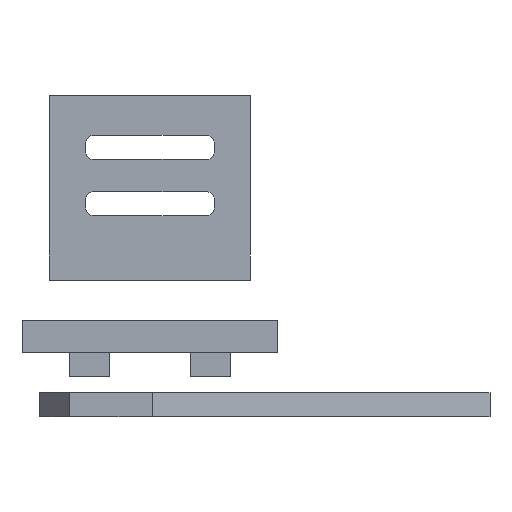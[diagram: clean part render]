
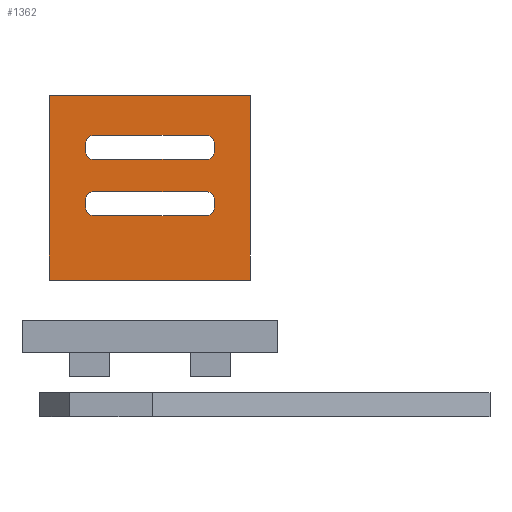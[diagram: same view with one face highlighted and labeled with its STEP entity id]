
A CAD part, front view. The second image highlights one B-rep face of the part: STEP entity #1362.
In plain terms, the highlighted planar face has unit normal (0, -1, 0).
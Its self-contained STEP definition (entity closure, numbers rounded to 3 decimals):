
#37=FACE_BOUND('',#243,.T.);
#38=FACE_BOUND('',#244,.T.);
#73=CIRCLE('',#1449,1.);
#75=CIRCLE('',#1453,1.);
#77=CIRCLE('',#1457,1.);
#79=CIRCLE('',#1461,1.);
#81=CIRCLE('',#1465,1.);
#83=CIRCLE('',#1469,1.);
#85=CIRCLE('',#1473,1.);
#87=CIRCLE('',#1477,1.);
#171=FACE_OUTER_BOUND('',#242,.T.);
#242=EDGE_LOOP('',(#1029,#1030,#1031,#1032));
#243=EDGE_LOOP('',(#1033,#1034,#1035,#1036,#1037,#1038,#1039,#1040));
#244=EDGE_LOOP('',(#1041,#1042,#1043,#1044,#1045,#1046,#1047,#1048));
#324=LINE('',#1967,#463);
#329=LINE('',#1981,#468);
#333=LINE('',#1993,#472);
#337=LINE('',#2005,#476);
#340=LINE('',#2015,#479);
#345=LINE('',#2029,#484);
#349=LINE('',#2041,#488);
#353=LINE('',#2053,#492);
#361=LINE('',#2073,#500);
#366=LINE('',#2091,#505);
#374=LINE('',#2105,#513);
#375=LINE('',#2107,#514);
#463=VECTOR('',#1577,10.);
#468=VECTOR('',#1590,10.);
#472=VECTOR('',#1602,10.);
#476=VECTOR('',#1614,10.);
#479=VECTOR('',#1625,10.);
#484=VECTOR('',#1638,10.);
#488=VECTOR('',#1650,10.);
#492=VECTOR('',#1662,10.);
#500=VECTOR('',#1680,10.);
#505=VECTOR('',#1699,10.);
#513=VECTOR('',#1711,10.);
#514=VECTOR('',#1714,10.);
#602=VERTEX_POINT('',#1965);
#603=VERTEX_POINT('',#1966);
#606=VERTEX_POINT('',#1974);
#608=VERTEX_POINT('',#1980);
#610=VERTEX_POINT('',#1986);
#612=VERTEX_POINT('',#1992);
#614=VERTEX_POINT('',#1998);
#616=VERTEX_POINT('',#2004);
#618=VERTEX_POINT('',#2013);
#619=VERTEX_POINT('',#2014);
#622=VERTEX_POINT('',#2022);
#624=VERTEX_POINT('',#2028);
#626=VERTEX_POINT('',#2034);
#628=VERTEX_POINT('',#2040);
#630=VERTEX_POINT('',#2046);
#632=VERTEX_POINT('',#2052);
#638=VERTEX_POINT('',#2070);
#639=VERTEX_POINT('',#2072);
#644=VERTEX_POINT('',#2088);
#649=VERTEX_POINT('',#2102);
#728=EDGE_CURVE('',#602,#603,#324,.T.);
#732=EDGE_CURVE('',#603,#606,#73,.T.);
#735=EDGE_CURVE('',#606,#608,#329,.T.);
#738=EDGE_CURVE('',#608,#610,#75,.T.);
#741=EDGE_CURVE('',#610,#612,#333,.T.);
#744=EDGE_CURVE('',#612,#614,#77,.T.);
#747=EDGE_CURVE('',#614,#616,#337,.T.);
#750=EDGE_CURVE('',#616,#602,#79,.T.);
#752=EDGE_CURVE('',#618,#619,#340,.T.);
#756=EDGE_CURVE('',#619,#622,#81,.T.);
#759=EDGE_CURVE('',#622,#624,#345,.T.);
#762=EDGE_CURVE('',#624,#626,#83,.T.);
#765=EDGE_CURVE('',#626,#628,#349,.T.);
#768=EDGE_CURVE('',#628,#630,#85,.T.);
#771=EDGE_CURVE('',#630,#632,#353,.T.);
#774=EDGE_CURVE('',#632,#618,#87,.T.);
#781=EDGE_CURVE('',#638,#639,#361,.T.);
#790=EDGE_CURVE('',#644,#638,#366,.T.);
#798=EDGE_CURVE('',#649,#639,#374,.T.);
#799=EDGE_CURVE('',#649,#644,#375,.T.);
#1029=ORIENTED_EDGE('',*,*,#799,.F.);
#1030=ORIENTED_EDGE('',*,*,#798,.T.);
#1031=ORIENTED_EDGE('',*,*,#781,.F.);
#1032=ORIENTED_EDGE('',*,*,#790,.F.);
#1033=ORIENTED_EDGE('',*,*,#728,.T.);
#1034=ORIENTED_EDGE('',*,*,#732,.T.);
#1035=ORIENTED_EDGE('',*,*,#735,.T.);
#1036=ORIENTED_EDGE('',*,*,#738,.T.);
#1037=ORIENTED_EDGE('',*,*,#741,.T.);
#1038=ORIENTED_EDGE('',*,*,#744,.T.);
#1039=ORIENTED_EDGE('',*,*,#747,.T.);
#1040=ORIENTED_EDGE('',*,*,#750,.T.);
#1041=ORIENTED_EDGE('',*,*,#752,.T.);
#1042=ORIENTED_EDGE('',*,*,#756,.T.);
#1043=ORIENTED_EDGE('',*,*,#759,.T.);
#1044=ORIENTED_EDGE('',*,*,#762,.T.);
#1045=ORIENTED_EDGE('',*,*,#765,.T.);
#1046=ORIENTED_EDGE('',*,*,#768,.T.);
#1047=ORIENTED_EDGE('',*,*,#771,.T.);
#1048=ORIENTED_EDGE('',*,*,#774,.T.);
#1308=PLANE('',#1490);
#1362=ADVANCED_FACE('',(#171,#37,#38),#1308,.T.);
#1449=AXIS2_PLACEMENT_3D('',#1975,#1583,#1584);
#1453=AXIS2_PLACEMENT_3D('',#1987,#1595,#1596);
#1457=AXIS2_PLACEMENT_3D('',#1999,#1607,#1608);
#1461=AXIS2_PLACEMENT_3D('',#2010,#1619,#1620);
#1465=AXIS2_PLACEMENT_3D('',#2023,#1631,#1632);
#1469=AXIS2_PLACEMENT_3D('',#2035,#1643,#1644);
#1473=AXIS2_PLACEMENT_3D('',#2047,#1655,#1656);
#1477=AXIS2_PLACEMENT_3D('',#2058,#1667,#1668);
#1490=AXIS2_PLACEMENT_3D('',#2106,#1712,#1713);
#1577=DIRECTION('',(-1.,0.,0.));
#1583=DIRECTION('center_axis',(0.,1.,0.));
#1584=DIRECTION('ref_axis',(0.,0.,-1.));
#1590=DIRECTION('',(0.,0.,1.));
#1595=DIRECTION('center_axis',(0.,1.,0.));
#1596=DIRECTION('ref_axis',(-1.,0.,0.));
#1602=DIRECTION('',(1.,0.,0.));
#1607=DIRECTION('center_axis',(0.,1.,0.));
#1608=DIRECTION('ref_axis',(0.,0.,1.));
#1614=DIRECTION('',(0.,0.,-1.));
#1619=DIRECTION('center_axis',(0.,1.,0.));
#1620=DIRECTION('ref_axis',(1.,0.,0.));
#1625=DIRECTION('',(-1.,0.,0.));
#1631=DIRECTION('center_axis',(0.,1.,0.));
#1632=DIRECTION('ref_axis',(0.,0.,-1.));
#1638=DIRECTION('',(0.,0.,1.));
#1643=DIRECTION('center_axis',(0.,1.,0.));
#1644=DIRECTION('ref_axis',(-1.,0.,0.));
#1650=DIRECTION('',(1.,0.,0.));
#1655=DIRECTION('center_axis',(0.,1.,0.));
#1656=DIRECTION('ref_axis',(0.,0.,1.));
#1662=DIRECTION('',(0.,0.,-1.));
#1667=DIRECTION('center_axis',(0.,1.,0.));
#1668=DIRECTION('ref_axis',(1.,0.,0.));
#1680=DIRECTION('',(1.,0.,0.));
#1699=DIRECTION('',(0.,0.,1.));
#1711=DIRECTION('',(0.,0.,1.));
#1712=DIRECTION('center_axis',(0.,-1.,0.));
#1713=DIRECTION('ref_axis',(1.,0.,0.));
#1714=DIRECTION('',(-1.,0.,0.));
#1965=CARTESIAN_POINT('',(7.,0.242,13.));
#1966=CARTESIAN_POINT('',(-7.,0.242,13.));
#1967=CARTESIAN_POINT('',(-9.75,0.242,13.));
#1974=CARTESIAN_POINT('',(-8.,0.242,14.));
#1975=CARTESIAN_POINT('Origin',(-7.,0.242,14.));
#1980=CARTESIAN_POINT('',(-8.,0.242,15.));
#1981=CARTESIAN_POINT('',(-8.,0.242,10.));
#1986=CARTESIAN_POINT('',(-7.,0.242,16.));
#1987=CARTESIAN_POINT('Origin',(-7.,0.242,15.));
#1992=CARTESIAN_POINT('',(7.,0.242,16.));
#1993=CARTESIAN_POINT('',(-2.75,0.242,16.));
#1998=CARTESIAN_POINT('',(8.,0.242,15.));
#1999=CARTESIAN_POINT('Origin',(7.,0.242,15.));
#2004=CARTESIAN_POINT('',(8.,0.242,14.));
#2005=CARTESIAN_POINT('',(8.,0.242,9.5));
#2010=CARTESIAN_POINT('Origin',(7.,0.242,14.));
#2013=CARTESIAN_POINT('',(7.,0.242,20.));
#2014=CARTESIAN_POINT('',(-7.,0.242,20.));
#2015=CARTESIAN_POINT('',(-9.75,0.242,20.));
#2022=CARTESIAN_POINT('',(-8.,0.242,21.));
#2023=CARTESIAN_POINT('Origin',(-7.,0.242,21.));
#2028=CARTESIAN_POINT('',(-8.,0.242,22.));
#2029=CARTESIAN_POINT('',(-8.,0.242,13.5));
#2034=CARTESIAN_POINT('',(-7.,0.242,23.));
#2035=CARTESIAN_POINT('Origin',(-7.,0.242,22.));
#2040=CARTESIAN_POINT('',(7.,0.242,23.));
#2041=CARTESIAN_POINT('',(-2.75,0.242,23.));
#2046=CARTESIAN_POINT('',(8.,0.242,22.));
#2047=CARTESIAN_POINT('Origin',(7.,0.242,22.));
#2052=CARTESIAN_POINT('',(8.,0.242,21.));
#2053=CARTESIAN_POINT('',(8.,0.242,13.));
#2058=CARTESIAN_POINT('Origin',(7.,0.242,21.));
#2070=CARTESIAN_POINT('',(-12.5,0.242,28.));
#2072=CARTESIAN_POINT('',(12.5,0.242,28.));
#2073=CARTESIAN_POINT('',(-12.5,0.242,28.));
#2088=CARTESIAN_POINT('',(-12.5,0.242,5.));
#2091=CARTESIAN_POINT('',(-12.5,0.242,5.));
#2102=CARTESIAN_POINT('',(12.5,0.242,5.));
#2105=CARTESIAN_POINT('',(12.5,0.242,5.));
#2106=CARTESIAN_POINT('Origin',(-12.5,0.242,5.));
#2107=CARTESIAN_POINT('',(12.5,0.242,5.));
